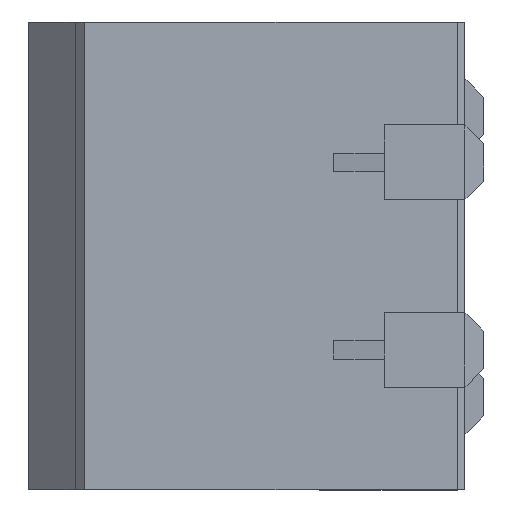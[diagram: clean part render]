
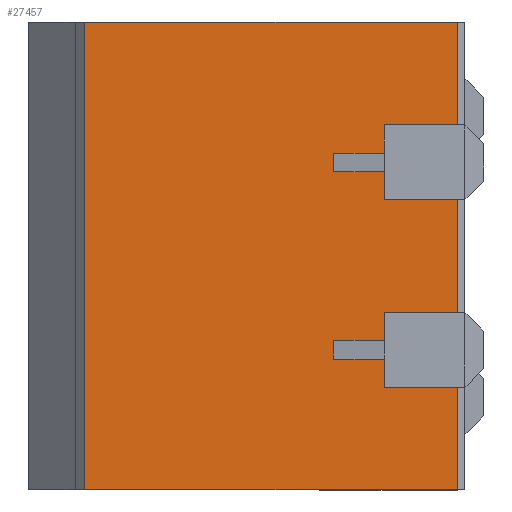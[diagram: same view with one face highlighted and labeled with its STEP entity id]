
A CAD part, top view. The second image highlights one B-rep face of the part: STEP entity #27457.
In plain terms, the highlighted planar face has unit normal (0, 0, 1).
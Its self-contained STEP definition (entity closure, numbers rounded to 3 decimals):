
#27401=CARTESIAN_POINT('',(-3.55,-12.955,11.2));
#27402=VERTEX_POINT('',#27401);
#27409=CARTESIAN_POINT('',(-3.55,11.995,11.2));
#27410=VERTEX_POINT('',#27409);
#27411=CARTESIAN_POINT('',(-3.55,11.995,11.2));
#27412=DIRECTION('',(0.0,-1.0,0.0));
#27413=VECTOR('',#27412,24.95);
#27414=LINE('',#27411,#27413);
#27415=EDGE_CURVE('',#27410,#27402,#27414,.T.);
#27427=CARTESIAN_POINT('',(-3.55,11.995,11.2));
#27428=DIRECTION('',(0.,0.,1.));
#27429=DIRECTION('',(1.,0.0,0.));
#27430=AXIS2_PLACEMENT_3D('',#27427,#27428,#27429);
#27431=PLANE('',#27430);
#27432=CARTESIAN_POINT('',(16.35,-12.955,11.2));
#27433=VERTEX_POINT('',#27432);
#27434=CARTESIAN_POINT('',(-3.55,-12.955,11.2));
#27435=DIRECTION('',(1.,0.0,0.));
#27436=VECTOR('',#27435,19.9);
#27437=LINE('',#27434,#27436);
#27438=EDGE_CURVE('',#27402,#27433,#27437,.T.);
#27439=ORIENTED_EDGE('',*,*,#27438,.T.);
#27440=CARTESIAN_POINT('',(16.35,11.995,11.2));
#27441=VERTEX_POINT('',#27440);
#27442=CARTESIAN_POINT('',(16.35,11.995,11.2));
#27443=DIRECTION('',(0.0,-1.0,0.0));
#27444=VECTOR('',#27443,24.95);
#27445=LINE('',#27442,#27444);
#27446=EDGE_CURVE('',#27441,#27433,#27445,.T.);
#27447=ORIENTED_EDGE('',*,*,#27446,.F.);
#27448=CARTESIAN_POINT('',(-3.55,11.995,11.2));
#27449=DIRECTION('',(1.,0.0,0.));
#27450=VECTOR('',#27449,19.9);
#27451=LINE('',#27448,#27450);
#27452=EDGE_CURVE('',#27410,#27441,#27451,.T.);
#27453=ORIENTED_EDGE('',*,*,#27452,.F.);
#27454=ORIENTED_EDGE('',*,*,#27415,.T.);
#27455=EDGE_LOOP('',(#27439,#27447,#27453,#27454));
#27456=FACE_OUTER_BOUND('',#27455,.T.);
#27457=ADVANCED_FACE('',(#27456),#27431,.T.);
